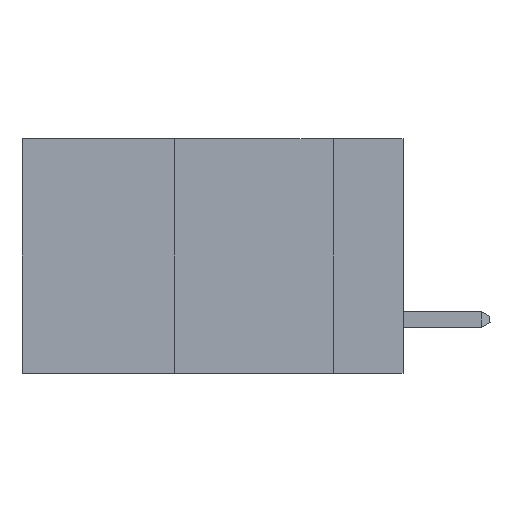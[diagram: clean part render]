
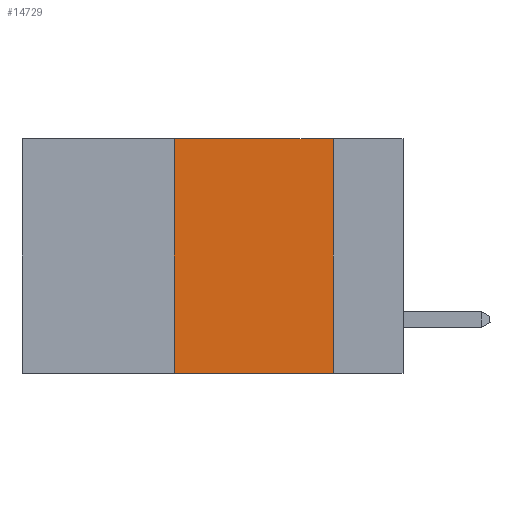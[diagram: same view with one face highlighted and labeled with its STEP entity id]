
A CAD part, left-side view. The second image highlights one B-rep face of the part: STEP entity #14729.
In plain terms, the highlighted planar face has unit normal (-1, 0, 0).
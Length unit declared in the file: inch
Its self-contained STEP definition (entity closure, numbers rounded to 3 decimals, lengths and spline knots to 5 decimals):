
#1045 = EDGE_CURVE ( 'NONE', #4075, #32275, #14485, .T. ) ;
#1379 = CARTESIAN_POINT ( 'NONE',  ( 0., 0.6, 0. ) ) ;
#1461 = VECTOR ( 'NONE', #21499, 39.37008 ) ;
#2471 = LINE ( 'NONE', #8842, #1461 ) ;
#3277 = EDGE_LOOP ( 'NONE', ( #10641, #18956, #23397, #25237 ) ) ;
#3472 = VERTEX_POINT ( 'NONE', #3512 ) ;
#3512 = CARTESIAN_POINT ( 'NONE',  ( 0., 0.11, 0. ) ) ;
#4075 = VERTEX_POINT ( 'NONE', #6342 ) ;
#4698 = DIRECTION ( 'NONE',  ( 1., 0., 0. ) ) ;
#5834 = CARTESIAN_POINT ( 'NONE',  ( 0., 0.6, 0. ) ) ;
#6342 = CARTESIAN_POINT ( 'NONE',  ( 0., 0.36, -0.37 ) ) ;
#8842 = CARTESIAN_POINT ( 'NONE',  ( 0., 0.11, 0. ) ) ;
#10420 = VECTOR ( 'NONE', #30656, 39.37008 ) ;
#10641 = ORIENTED_EDGE ( 'NONE', *, *, #38393, .F. ) ;
#14195 = VECTOR ( 'NONE', #31137, 39.37008 ) ;
#14485 = LINE ( 'NONE', #19782, #21847 ) ;
#14729 = ADVANCED_FACE ( 'NONE', ( #26855 ), #20486, .F. ) ;
#15220 = LINE ( 'NONE', #5834, #14195 ) ;
#18956 = ORIENTED_EDGE ( 'NONE', *, *, #36180, .F. ) ;
#19782 = CARTESIAN_POINT ( 'NONE',  ( 0., 0.36, 0. ) ) ;
#20486 = PLANE ( 'NONE',  #30247 ) ;
#20706 = CARTESIAN_POINT ( 'NONE',  ( 0., 0.36, 0. ) ) ;
#21499 = DIRECTION ( 'NONE',  ( 0., 0., -1. ) ) ;
#21847 = VECTOR ( 'NONE', #38487, 39.37008 ) ;
#23397 = ORIENTED_EDGE ( 'NONE', *, *, #1045, .F. ) ;
#24054 = VERTEX_POINT ( 'NONE', #34619 ) ;
#24513 = CARTESIAN_POINT ( 'NONE',  ( 0., 0.6, -0.37 ) ) ;
#25237 = ORIENTED_EDGE ( 'NONE', *, *, #29784, .T. ) ;
#26181 = LINE ( 'NONE', #24513, #10420 ) ;
#26774 = DIRECTION ( 'NONE',  ( 0., 0., -1. ) ) ;
#26855 = FACE_OUTER_BOUND ( 'NONE', #3277, .T. ) ;
#29784 = EDGE_CURVE ( 'NONE', #4075, #24054, #26181, .T. ) ;
#30247 = AXIS2_PLACEMENT_3D ( 'NONE', #1379, #4698, #26774 ) ;
#30656 = DIRECTION ( 'NONE',  ( 0., -1., 0. ) ) ;
#31137 = DIRECTION ( 'NONE',  ( 0., -1., 0. ) ) ;
#32275 = VERTEX_POINT ( 'NONE', #20706 ) ;
#34619 = CARTESIAN_POINT ( 'NONE',  ( 0., 0.11, -0.37 ) ) ;
#36180 = EDGE_CURVE ( 'NONE', #32275, #3472, #15220, .T. ) ;
#38393 = EDGE_CURVE ( 'NONE', #3472, #24054, #2471, .T. ) ;
#38487 = DIRECTION ( 'NONE',  ( 0., 0., 1. ) ) ;
